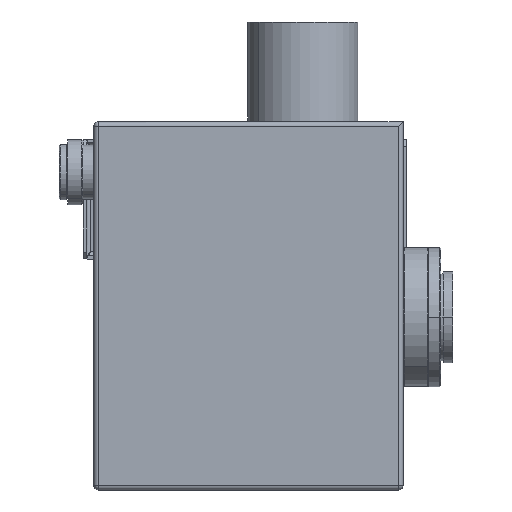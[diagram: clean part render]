
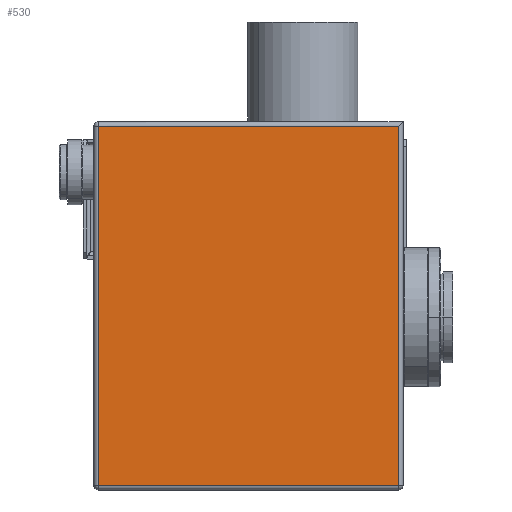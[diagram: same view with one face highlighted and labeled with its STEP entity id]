
A CAD part, top view. The second image highlights one B-rep face of the part: STEP entity #530.
In plain terms, the highlighted planar face has unit normal (0, 0, 1).
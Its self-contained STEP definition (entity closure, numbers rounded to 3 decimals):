
#475 = EDGE_LOOP ( 'NONE', ( #531, #535, #538, #541 ) ) ;
#530 = ADVANCED_FACE ( 'NONE', ( #3384 ), #3379, .F. ) ;
#531 = ORIENTED_EDGE ( 'NONE', *, *, #532, .T. ) ;
#532 = EDGE_CURVE ( 'NONE', #533, #534, #3374, .T. ) ;
#533 = VERTEX_POINT ( 'NONE', #3370 ) ;
#534 = VERTEX_POINT ( 'NONE', #3369 ) ;
#535 = ORIENTED_EDGE ( 'NONE', *, *, #536, .T. ) ;
#536 = EDGE_CURVE ( 'NONE', #534, #537, #3435, .T. ) ;
#537 = VERTEX_POINT ( 'NONE', #3431 ) ;
#538 = ORIENTED_EDGE ( 'NONE', *, *, #539, .T. ) ;
#539 = EDGE_CURVE ( 'NONE', #537, #540, #3430, .T. ) ;
#540 = VERTEX_POINT ( 'NONE', #3426 ) ;
#541 = ORIENTED_EDGE ( 'NONE', *, *, #542, .T. ) ;
#542 = EDGE_CURVE ( 'NONE', #540, #533, #3425, .T. ) ;
#3369 = CARTESIAN_POINT ( 'NONE',  ( 2., 2., 65. ) ) ;
#3370 = CARTESIAN_POINT ( 'NONE',  ( 2., 167.3, 65. ) ) ;
#3371 = DIRECTION ( 'NONE',  ( 0., -1., 0. ) ) ;
#3372 = VECTOR ( 'NONE', #3371, 1000. ) ;
#3373 = CARTESIAN_POINT ( 'NONE',  ( 2., 169.3, 65. ) ) ;
#3374 = LINE ( 'NONE', #3373, #3372 ) ;
#3375 = DIRECTION ( 'NONE',  ( -1., 0., 0. ) ) ;
#3376 = DIRECTION ( 'NONE',  ( 0., 0., -1. ) ) ;
#3377 = CARTESIAN_POINT ( 'NONE',  ( 0., 169.3, 65. ) ) ;
#3378 = AXIS2_PLACEMENT_3D ( 'NONE', #3377, #3376, #3375 ) ;
#3379 = PLANE ( 'NONE',  #3378 ) ;
#3384 = FACE_OUTER_BOUND ( 'NONE', #475, .T. ) ;
#3422 = DIRECTION ( 'NONE',  ( -1., 0., 0. ) ) ;
#3423 = VECTOR ( 'NONE', #3422, 1000. ) ;
#3424 = CARTESIAN_POINT ( 'NONE',  ( 0., 167.3, 65. ) ) ;
#3425 = LINE ( 'NONE', #3424, #3423 ) ;
#3426 = CARTESIAN_POINT ( 'NONE',  ( 140.3, 167.3, 65. ) ) ;
#3427 = DIRECTION ( 'NONE',  ( 0., 1., 0. ) ) ;
#3428 = VECTOR ( 'NONE', #3427, 1000. ) ;
#3429 = CARTESIAN_POINT ( 'NONE',  ( 140.3, 169.3, 65. ) ) ;
#3430 = LINE ( 'NONE', #3429, #3428 ) ;
#3431 = CARTESIAN_POINT ( 'NONE',  ( 140.3, 2., 65. ) ) ;
#3432 = DIRECTION ( 'NONE',  ( 1., 0., 0. ) ) ;
#3433 = VECTOR ( 'NONE', #3432, 1000. ) ;
#3434 = CARTESIAN_POINT ( 'NONE',  ( 0., 2., 65. ) ) ;
#3435 = LINE ( 'NONE', #3434, #3433 ) ;
